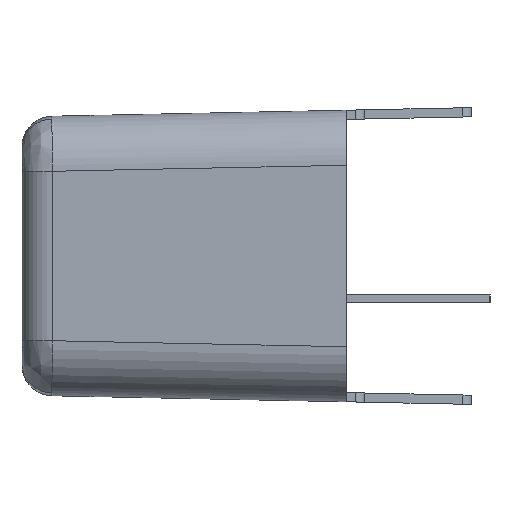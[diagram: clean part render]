
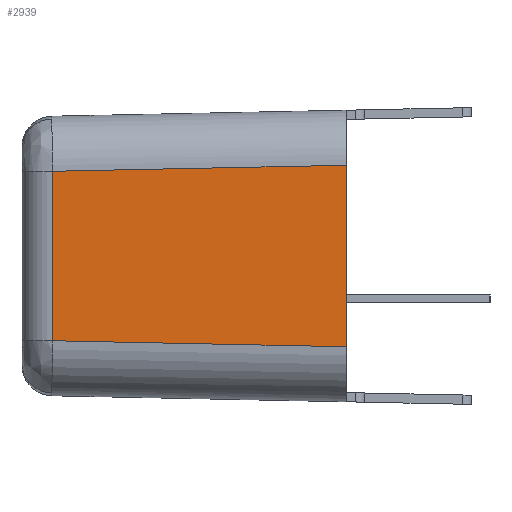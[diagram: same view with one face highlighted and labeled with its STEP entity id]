
A CAD part, left-side view. The second image highlights one B-rep face of the part: STEP entity #2939.
In plain terms, the highlighted planar face has unit normal (-1, 0.007, 0).
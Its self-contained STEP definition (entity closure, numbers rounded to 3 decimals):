
#106 = VERTEX_POINT ( 'NONE', #2140 ) ;
#661 = CARTESIAN_POINT ( 'NONE',  ( -10.922, 4.1, -2.966 ) ) ;
#680 = ORIENTED_EDGE ( 'NONE', *, *, #2039, .T. ) ;
#690 = ORIENTED_EDGE ( 'NONE', *, *, #1524, .T. ) ;
#725 = DIRECTION ( 'NONE',  ( -0.007, -1., -0.02 ) ) ;
#845 = CARTESIAN_POINT ( 'NONE',  ( -10.949, 0.137, 3.047 ) ) ;
#920 = DIRECTION ( 'NONE',  ( 0.007, 1., -0.02 ) ) ;
#923 = VERTEX_POINT ( 'NONE', #661 ) ;
#1001 = VERTEX_POINT ( 'NONE', #1953 ) ;
#1134 = DIRECTION ( 'NONE',  ( 0., 0., -1. ) ) ;
#1179 = VECTOR ( 'NONE', #1134, 1000. ) ;
#1231 = EDGE_LOOP ( 'NONE', ( #2376, #2374, #690, #680 ) ) ;
#1506 = EDGE_CURVE ( 'NONE', #106, #2153, #2545, .T. ) ;
#1524 = EDGE_CURVE ( 'NONE', #2153, #923, #3192, .T. ) ;
#1543 = LINE ( 'NONE', #3169, #3049 ) ;
#1801 = AXIS2_PLACEMENT_3D ( 'NONE', #3592, #3557, #3373 ) ;
#1953 = CARTESIAN_POINT ( 'NONE',  ( -10.922, 4.1, 2.966 ) ) ;
#2039 = EDGE_CURVE ( 'NONE', #923, #1001, #1543, .T. ) ;
#2140 = CARTESIAN_POINT ( 'NONE',  ( -10.857, 13.707, 2.77 ) ) ;
#2153 = VERTEX_POINT ( 'NONE', #3685 ) ;
#2374 = ORIENTED_EDGE ( 'NONE', *, *, #1506, .T. ) ;
#2376 = ORIENTED_EDGE ( 'NONE', *, *, #2670, .T. ) ;
#2543 = VECTOR ( 'NONE', #725, 1000. ) ;
#2545 = LINE ( 'NONE', #2964, #1179 ) ;
#2670 = EDGE_CURVE ( 'NONE', #1001, #106, #3901, .T. ) ;
#2889 = CARTESIAN_POINT ( 'NONE',  ( -10.949, 0.137, -3.047 ) ) ;
#2939 = ADVANCED_FACE ( 'NONE', ( #3699 ), #3632, .T. ) ;
#2964 = CARTESIAN_POINT ( 'NONE',  ( -10.857, 13.707, 0. ) ) ;
#3049 = VECTOR ( 'NONE', #3203, 1000. ) ;
#3169 = CARTESIAN_POINT ( 'NONE',  ( -10.922, 4.1, 0. ) ) ;
#3192 = LINE ( 'NONE', #2889, #2543 ) ;
#3203 = DIRECTION ( 'NONE',  ( 0., 0., 1. ) ) ;
#3373 = DIRECTION ( 'NONE',  ( -0.007, -1., 0. ) ) ;
#3557 = DIRECTION ( 'NONE',  ( -1., 0.007, 0. ) ) ;
#3592 = CARTESIAN_POINT ( 'NONE',  ( -10.949, 0.074, 0. ) ) ;
#3632 = PLANE ( 'NONE',  #1801 ) ;
#3685 = CARTESIAN_POINT ( 'NONE',  ( -10.857, 13.707, -2.77 ) ) ;
#3699 = FACE_OUTER_BOUND ( 'NONE', #1231, .T. ) ;
#3794 = VECTOR ( 'NONE', #920, 1000. ) ;
#3901 = LINE ( 'NONE', #845, #3794 ) ;
